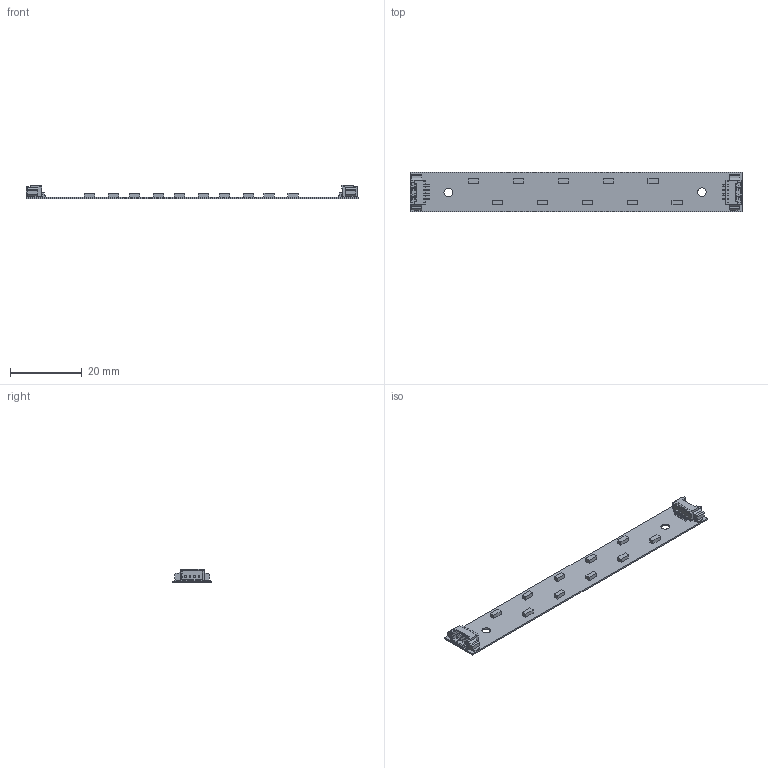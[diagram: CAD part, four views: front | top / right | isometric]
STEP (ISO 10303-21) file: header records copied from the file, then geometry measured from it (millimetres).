
FILE_DESCRIPTION(('Open CASCADE Model'),'2;1');
FILE_NAME('Open CASCADE Shape Model','2019-09-22T17:59:54',('Author'),( 'Open CASCADE'),'Open CASCADE STEP processor 6.8','Open CASCADE 6.8' ,'Unknown');
FILE_SCHEMA(('AUTOMOTIVE_DESIGN { 1 0 10303 214 1 1 1 1 }'));
Length unit declared in the file: millimetre
Products named in the file (1): PCB
Bounding box: 92.46 x 11.05 x 3.81 mm (x, y, z)
Volume: 583.6 mm3; surface area: 2799.9 mm2
Topology: 13 solids, 13 shells, 580 faces, 1588 edges, 1116 vertices
Faces by surface type: plane 546, cylinder 34
Full cylindrical faces by diameter (mm): 2.4 x2
Entity records: 18209 total; most frequent: CARTESIAN_POINT 3285, ORIENTED_EDGE 3052, DIRECTION 2826, EDGE_CURVE 1526, LINE 1512, VECTOR 1512, VERTEX_POINT 992, AXIS2_PLACEMENT_3D 657
